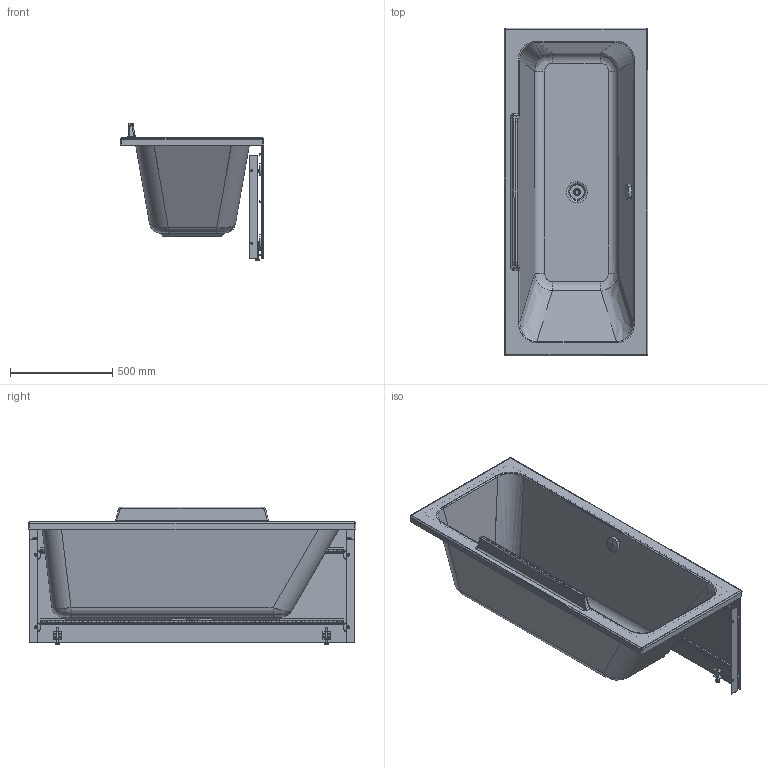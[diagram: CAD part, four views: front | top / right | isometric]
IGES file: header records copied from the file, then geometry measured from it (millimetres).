
Global section: file name: No Iges File Name specified; native system: Autodesk Inventor 2011; preprocessor: AutoDesk Inventor Iges Exporter R2011; author: Administrator; date: 20130527.154251; units: millimetre
Bounding box: 700.95 x 1600.41 x 673.58 mm (x, y, z)
Volume: 27166462.9 mm3; surface area: 8655503.7 mm2
Topology: 53 solids, 53 shells, 1519 faces, 3720 edges, 2321 vertices
Faces by surface type: plane 730, revolution 425, cone 184, cylinder 98, bspline 52, torus 18, sphere 12
